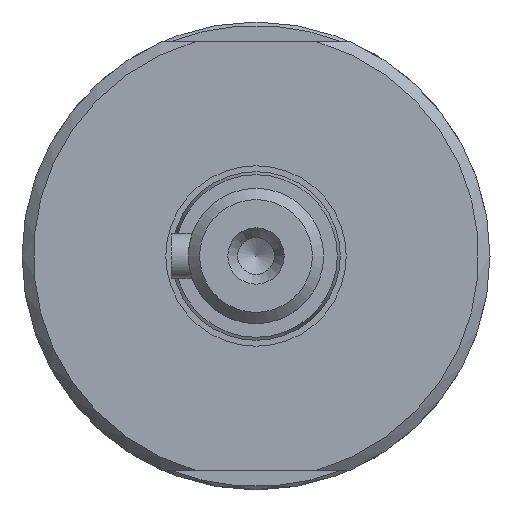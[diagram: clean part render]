
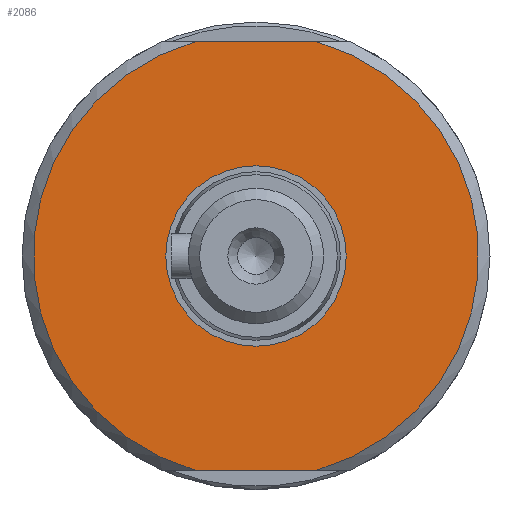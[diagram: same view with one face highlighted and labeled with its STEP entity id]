
A CAD part, left-side view. The second image highlights one B-rep face of the part: STEP entity #2086.
In plain terms, the highlighted planar face has unit normal (-1, 0, 0).
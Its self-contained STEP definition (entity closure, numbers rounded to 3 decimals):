
#137=LINE('',#3689,#241);
#138=LINE('',#3691,#242);
#241=VECTOR('',#2927,10.);
#242=VECTOR('',#2928,10.);
#320=FACE_BOUND('',#530,.T.);
#406=FACE_OUTER_BOUND('',#529,.T.);
#529=EDGE_LOOP('',(#1688,#1689,#1690,#1691));
#530=EDGE_LOOP('',(#1692,#1693));
#702=CIRCLE('',#2355,19.75);
#703=CIRCLE('',#2357,19.75);
#704=CIRCLE('',#2358,8.);
#705=CIRCLE('',#2359,8.);
#896=VERTEX_POINT('',#3675);
#899=VERTEX_POINT('',#3682);
#900=VERTEX_POINT('',#3688);
#901=VERTEX_POINT('',#3690);
#902=VERTEX_POINT('',#3693);
#903=VERTEX_POINT('',#3694);
#1173=EDGE_CURVE('',#899,#896,#702,.T.);
#1174=EDGE_CURVE('',#900,#896,#137,.T.);
#1175=EDGE_CURVE('',#899,#901,#138,.T.);
#1176=EDGE_CURVE('',#900,#901,#703,.T.);
#1177=EDGE_CURVE('',#902,#903,#704,.T.);
#1178=EDGE_CURVE('',#903,#902,#705,.T.);
#1688=ORIENTED_EDGE('',*,*,#1174,.T.);
#1689=ORIENTED_EDGE('',*,*,#1173,.F.);
#1690=ORIENTED_EDGE('',*,*,#1175,.T.);
#1691=ORIENTED_EDGE('',*,*,#1176,.F.);
#1692=ORIENTED_EDGE('',*,*,#1177,.T.);
#1693=ORIENTED_EDGE('',*,*,#1178,.T.);
#1887=PLANE('',#2356);
#2086=ADVANCED_FACE('',(#406,#320),#1887,.T.);
#2355=AXIS2_PLACEMENT_3D('',#3686,#2923,#2924);
#2356=AXIS2_PLACEMENT_3D('',#3687,#2925,#2926);
#2357=AXIS2_PLACEMENT_3D('',#3692,#2929,#2930);
#2358=AXIS2_PLACEMENT_3D('',#3695,#2931,#2932);
#2359=AXIS2_PLACEMENT_3D('',#3696,#2933,#2934);
#2923=DIRECTION('center_axis',(1.,0.,0.));
#2924=DIRECTION('ref_axis',(0.,-1.,0.));
#2925=DIRECTION('center_axis',(-1.,0.,0.));
#2926=DIRECTION('ref_axis',(0.,0.,
-1.));
#2927=DIRECTION('',(0.,1.,0.));
#2928=DIRECTION('',(0.,-1.,0.));
#2929=DIRECTION('center_axis',(1.,0.,0.));
#2930=DIRECTION('ref_axis',(0.,-1.,0.));
#2931=DIRECTION('center_axis',(1.,0.,0.));
#2932=DIRECTION('ref_axis',(0.,-1.,0.));
#2933=DIRECTION('center_axis',(1.,0.,0.));
#2934=DIRECTION('ref_axis',(0.,-1.,0.));
#3675=CARTESIAN_POINT('',(-85.,5.391,19.));
#3682=CARTESIAN_POINT('',(-85.,5.391,-19.));
#3686=CARTESIAN_POINT('Origin',(-85.,0.,0.));
#3687=CARTESIAN_POINT('Origin',(-85.,-13.875,0.));
#3688=CARTESIAN_POINT('',(-85.,-5.391,19.));
#3689=CARTESIAN_POINT('',(-85.,-1.392,19.));
#3690=CARTESIAN_POINT('',(-85.,-5.391,-19.));
#3691=CARTESIAN_POINT('',(-85.,-12.483,-19.));
#3692=CARTESIAN_POINT('Origin',(-85.,0.,0.));
#3693=CARTESIAN_POINT('',(-85.,-8.,0.));
#3694=CARTESIAN_POINT('',(-85.,8.,0.));
#3695=CARTESIAN_POINT('Origin',(-85.,0.,0.));
#3696=CARTESIAN_POINT('Origin',(-85.,0.,0.));
